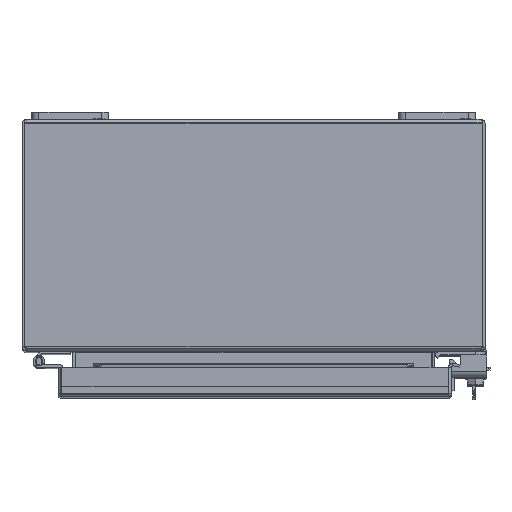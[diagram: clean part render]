
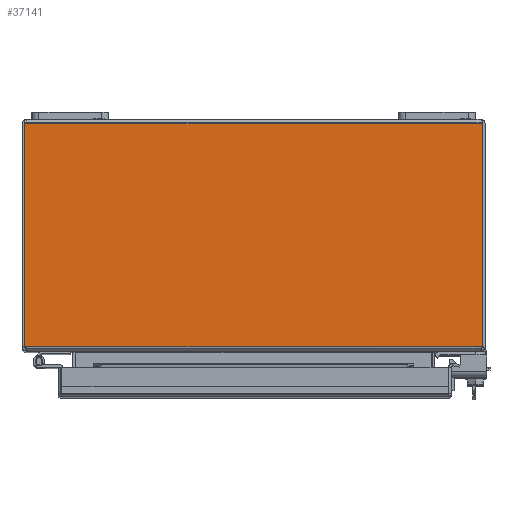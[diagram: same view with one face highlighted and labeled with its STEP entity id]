
A CAD part, top view. The second image highlights one B-rep face of the part: STEP entity #37141.
In plain terms, the highlighted planar face has unit normal (0, 0, 1).
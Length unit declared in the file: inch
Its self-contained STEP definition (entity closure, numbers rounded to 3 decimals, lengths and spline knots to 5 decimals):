
#1451 = DIRECTION ( 'NONE',  ( 0., -1., 0. ) ) ;
#2013 = VERTEX_POINT ( 'NONE', #31893 ) ;
#6009 = VERTEX_POINT ( 'NONE', #11561 ) ;
#6099 = EDGE_CURVE ( 'NONE', #10129, #2013, #29971, .T. ) ;
#6901 = ORIENTED_EDGE ( 'NONE', *, *, #20999, .T. ) ;
#7313 = DIRECTION ( 'NONE',  ( 1., 0., 0. ) ) ;
#8950 = CARTESIAN_POINT ( 'NONE',  ( -5.92792, -0.108, 12. ) ) ;
#10129 = VERTEX_POINT ( 'NONE', #35815 ) ;
#11561 = CARTESIAN_POINT ( 'NONE',  ( 5.92792, -0.108, 12. ) ) ;
#14369 = ORIENTED_EDGE ( 'NONE', *, *, #46615, .F. ) ;
#14554 = CARTESIAN_POINT ( 'NONE',  ( -5.892, -0.108, 12. ) ) ;
#15815 = VECTOR ( 'NONE', #1451, 39.37008 ) ;
#15991 = LINE ( 'NONE', #31222, #17250 ) ;
#17250 = VECTOR ( 'NONE', #38996, 39.37008 ) ;
#18926 = DIRECTION ( 'NONE',  ( 0., 0., -1. ) ) ;
#20999 = EDGE_CURVE ( 'NONE', #24991, #2013, #15991, .T. ) ;
#24897 = ORIENTED_EDGE ( 'NONE', *, *, #29219, .F. ) ;
#24991 = VERTEX_POINT ( 'NONE', #8950 ) ;
#25238 = FACE_OUTER_BOUND ( 'NONE', #30196, .T. ) ;
#26013 = DIRECTION ( 'NONE',  ( -1., 0., 0. ) ) ;
#26478 = VECTOR ( 'NONE', #7313, 39.37008 ) ;
#26501 = CARTESIAN_POINT ( 'NONE',  ( -5.892, -0.06248, 12. ) ) ;
#27984 = LINE ( 'NONE', #35441, #15815 ) ;
#29219 = EDGE_CURVE ( 'NONE', #6009, #10129, #27984, .T. ) ;
#29971 = LINE ( 'NONE', #49480, #46124 ) ;
#30196 = EDGE_LOOP ( 'NONE', ( #43398, #24897, #14369, #6901 ) ) ;
#31222 = CARTESIAN_POINT ( 'NONE',  ( -5.92792, 39.37008, 12. ) ) ;
#31893 = CARTESIAN_POINT ( 'NONE',  ( -5.92792, -5.892, 12. ) ) ;
#33694 = DIRECTION ( 'NONE',  ( 0., -1., 0. ) ) ;
#35441 = CARTESIAN_POINT ( 'NONE',  ( 5.92792, 39.37008, 12. ) ) ;
#35815 = CARTESIAN_POINT ( 'NONE',  ( 5.92792, -5.892, 12. ) ) ;
#36405 = AXIS2_PLACEMENT_3D ( 'NONE', #26501, #18926, #33694 ) ;
#37141 = ADVANCED_FACE ( 'NONE', ( #25238 ), #40448, .F. ) ;
#38996 = DIRECTION ( 'NONE',  ( 0., -1., 0. ) ) ;
#40448 = PLANE ( 'NONE',  #36405 ) ;
#43398 = ORIENTED_EDGE ( 'NONE', *, *, #6099, .F. ) ;
#46124 = VECTOR ( 'NONE', #26013, 39.37008 ) ;
#46615 = EDGE_CURVE ( 'NONE', #24991, #6009, #48340, .T. ) ;
#48340 = LINE ( 'NONE', #14554, #26478 ) ;
#49480 = CARTESIAN_POINT ( 'NONE',  ( -5.892, -5.892, 12. ) ) ;
